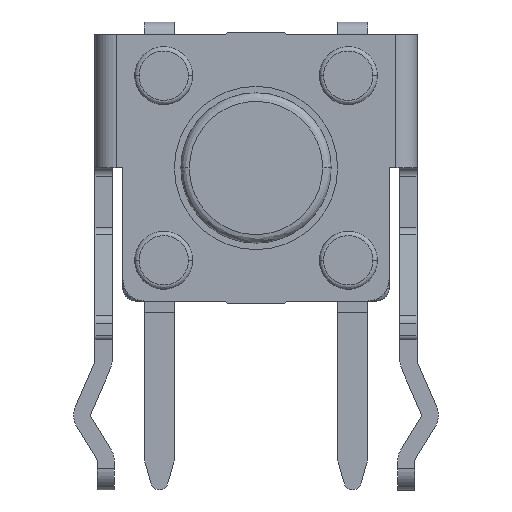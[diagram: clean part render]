
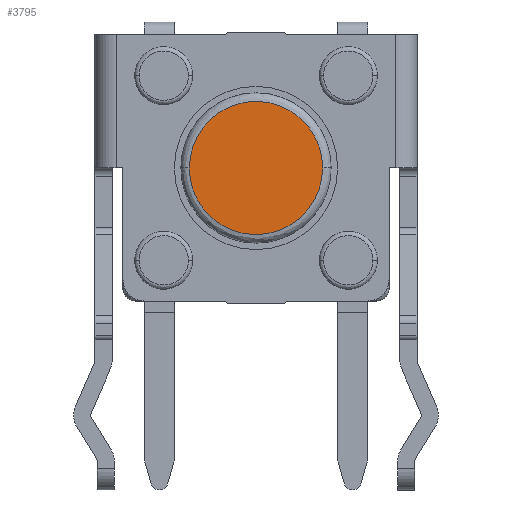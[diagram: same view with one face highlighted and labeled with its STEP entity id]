
A CAD part, front view. The second image highlights one B-rep face of the part: STEP entity #3795.
In plain terms, the highlighted planar face has unit normal (0, -1, 0).
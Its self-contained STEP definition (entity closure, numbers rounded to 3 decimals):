
#3627 = VERTEX_POINT ( 'NONE', #9101 ) ;
#3634 = ORIENTED_EDGE ( 'NONE', *, *, #3635, .F. ) ;
#3635 = EDGE_CURVE ( 'NONE', #3641, #3627, #9099, .T. ) ;
#3641 = VERTEX_POINT ( 'NONE', #8933 ) ;
#3700 = EDGE_LOOP ( 'NONE', ( #3634, #3701 ) ) ;
#3701 = ORIENTED_EDGE ( 'NONE', *, *, #3702, .F. ) ;
#3702 = EDGE_CURVE ( 'NONE', #3627, #3641, #8998, .T. ) ;
#3795 = ADVANCED_FACE ( 'NONE', ( #9315 ), #9160, .T. ) ;
#8933 = CARTESIAN_POINT ( 'NONE',  ( 1.55, -3.35, 4. ) ) ;
#8994 = CARTESIAN_POINT ( 'NONE',  ( 1.55, -3.35, 4. ) ) ;
#8995 = CARTESIAN_POINT ( 'NONE',  ( 1.55, -3.35, 7.1 ) ) ;
#8996 = CARTESIAN_POINT ( 'NONE',  ( -1.55, -3.35, 7.1 ) ) ;
#8997 = CARTESIAN_POINT ( 'NONE',  ( -1.55, -3.35, 4. ) ) ;
#8998 =( BOUNDED_CURVE ( )  B_SPLINE_CURVE ( 3, ( #8997, #8996, #8995, #8994 ),
 .UNSPECIFIED., .F., .F. ) 
 B_SPLINE_CURVE_WITH_KNOTS ( ( 4, 4 ),
 ( 0., 1. ),
 .UNSPECIFIED. ) 
 CURVE ( )  GEOMETRIC_REPRESENTATION_ITEM ( )  RATIONAL_B_SPLINE_CURVE ( ( 1., 0.333, 0.333, 1. ) ) 
 REPRESENTATION_ITEM ( '' )  );
#9058 = CARTESIAN_POINT ( 'NONE',  ( -1.55, -3.35, 4. ) ) ;
#9059 = CARTESIAN_POINT ( 'NONE',  ( -1.55, -3.35, 0.9 ) ) ;
#9060 = CARTESIAN_POINT ( 'NONE',  ( 1.55, -3.35, 0.9 ) ) ;
#9061 = CARTESIAN_POINT ( 'NONE',  ( 1.55, -3.35, 4. ) ) ;
#9099 =( BOUNDED_CURVE ( )  B_SPLINE_CURVE ( 3, ( #9061, #9060, #9059, #9058 ),
 .UNSPECIFIED., .F., .T. ) 
 B_SPLINE_CURVE_WITH_KNOTS ( ( 4, 4 ),
 ( 0., 1. ),
 .UNSPECIFIED. ) 
 CURVE ( )  GEOMETRIC_REPRESENTATION_ITEM ( )  RATIONAL_B_SPLINE_CURVE ( ( 1., 0.333, 0.333, 1. ) ) 
 REPRESENTATION_ITEM ( '' )  );
#9101 = CARTESIAN_POINT ( 'NONE',  ( -1.55, -3.35, 4. ) ) ;
#9156 = DIRECTION ( 'NONE',  ( 0., 0., -1. ) ) ;
#9157 = DIRECTION ( 'NONE',  ( 0., -1., 0. ) ) ;
#9158 = CARTESIAN_POINT ( 'NONE',  ( 0., -3.35, 4. ) ) ;
#9159 = AXIS2_PLACEMENT_3D ( 'NONE', #9158, #9157, #9156 ) ;
#9160 = PLANE ( 'NONE',  #9159 ) ;
#9315 = FACE_OUTER_BOUND ( 'NONE', #3700, .T. ) ;
